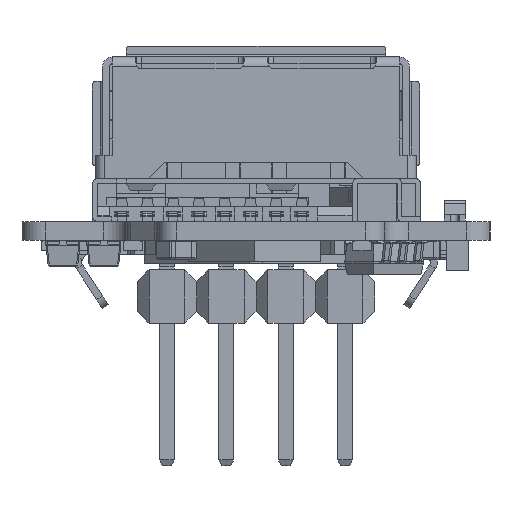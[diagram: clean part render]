
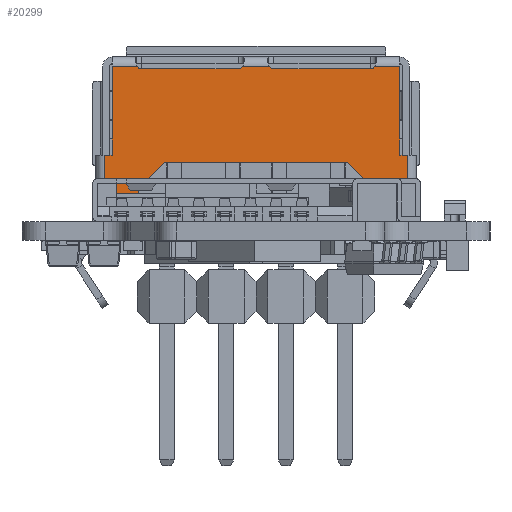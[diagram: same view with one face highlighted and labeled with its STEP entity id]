
A CAD part, left-side view. The second image highlights one B-rep face of the part: STEP entity #20299.
In plain terms, the highlighted face is planar.
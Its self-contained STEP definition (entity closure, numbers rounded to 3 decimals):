
#7872 = VERTEX_POINT('',#7873);
#7873 = CARTESIAN_POINT('',(-0.551,7.2,-2.46));
#7965 = VERTEX_POINT('',#7966);
#7966 = CARTESIAN_POINT('',(5.099,7.2,-2.46));
#8082 = VERTEX_POINT('',#8083);
#8083 = CARTESIAN_POINT('',(-6.15,7.2,1.34));
#8089 = EDGE_CURVE('',#8090,#8082,#8092,.T.);
#8090 = VERTEX_POINT('',#8091);
#8091 = CARTESIAN_POINT('',(-6.15,7.2,-2.46));
#8092 = LINE('',#8093,#8094);
#8093 = CARTESIAN_POINT('',(-6.15,7.2,-2.616));
#8094 = VECTOR('',#8095,1.);
#8095 = DIRECTION('',(0.,0.,1.));
#8113 = VERTEX_POINT('',#8114);
#8114 = CARTESIAN_POINT('',(-5.099,7.2,-2.46));
#8486 = EDGE_CURVE('',#8487,#8489,#8491,.T.);
#8487 = VERTEX_POINT('',#8488);
#8488 = CARTESIAN_POINT('',(5.,7.2,3.69));
#8489 = VERTEX_POINT('',#8490);
#8490 = CARTESIAN_POINT('',(5.15,7.2,3.84));
#8491 = CIRCLE('',#8492,0.15);
#8492 = AXIS2_PLACEMENT_3D('',#8493,#8494,#8495);
#8493 = CARTESIAN_POINT('',(5.15,7.2,3.69));
#8494 = DIRECTION('',(0.,1.,0.));
#8495 = DIRECTION('',(0.,0.,1.));
#8529 = VERTEX_POINT('',#8530);
#8530 = CARTESIAN_POINT('',(5.,7.2,2.802));
#8548 = VERTEX_POINT('',#8549);
#8549 = CARTESIAN_POINT('',(4.956,7.2,2.696));
#8555 = EDGE_CURVE('',#8529,#8548,#8556,.T.);
#8556 = CIRCLE('',#8557,0.15);
#8557 = AXIS2_PLACEMENT_3D('',#8558,#8559,#8560);
#8558 = CARTESIAN_POINT('',(4.85,7.2,2.802));
#8559 = DIRECTION('',(0.,1.,0.));
#8560 = DIRECTION('',(0.,0.,1.));
#8571 = VERTEX_POINT('',#8572);
#8572 = CARTESIAN_POINT('',(3.944,7.2,1.684));
#8590 = VERTEX_POINT('',#8591);
#8591 = CARTESIAN_POINT('',(3.838,7.2,1.64));
#8597 = EDGE_CURVE('',#8571,#8590,#8598,.T.);
#8598 = CIRCLE('',#8599,0.15);
#8599 = AXIS2_PLACEMENT_3D('',#8600,#8601,#8602);
#8600 = CARTESIAN_POINT('',(3.838,7.2,1.79));
#8601 = DIRECTION('',(0.,1.,0.));
#8602 = DIRECTION('',(0.,0.,1.));
#8918 = VERTEX_POINT('',#8919);
#8919 = CARTESIAN_POINT('',(-5.,7.2,3.69));
#8925 = EDGE_CURVE('',#8926,#8918,#8928,.T.);
#8926 = VERTEX_POINT('',#8927);
#8927 = CARTESIAN_POINT('',(-5.15,7.2,3.84));
#8928 = CIRCLE('',#8929,0.15);
#8929 = AXIS2_PLACEMENT_3D('',#8930,#8931,#8932);
#8930 = CARTESIAN_POINT('',(-5.15,7.2,3.69));
#8931 = DIRECTION('',(0.,1.,0.));
#8932 = DIRECTION('',(0.,0.,1.));
#8949 = VERTEX_POINT('',#8950);
#8950 = CARTESIAN_POINT('',(-4.956,7.2,2.696));
#8968 = VERTEX_POINT('',#8969);
#8969 = CARTESIAN_POINT('',(-5.,7.2,2.802));
#8975 = EDGE_CURVE('',#8949,#8968,#8976,.T.);
#8976 = CIRCLE('',#8977,0.15);
#8977 = AXIS2_PLACEMENT_3D('',#8978,#8979,#8980);
#8978 = CARTESIAN_POINT('',(-4.85,7.2,2.802));
#8979 = DIRECTION('',(0.,1.,0.));
#8980 = DIRECTION('',(0.,0.,1.));
#8991 = VERTEX_POINT('',#8992);
#8992 = CARTESIAN_POINT('',(-3.838,7.2,1.64));
#9010 = VERTEX_POINT('',#9011);
#9011 = CARTESIAN_POINT('',(-3.944,7.2,1.684));
#9017 = EDGE_CURVE('',#8991,#9010,#9018,.T.);
#9018 = CIRCLE('',#9019,0.15);
#9019 = AXIS2_PLACEMENT_3D('',#9020,#9021,#9022);
#9020 = CARTESIAN_POINT('',(-3.838,7.2,1.79));
#9021 = DIRECTION('',(0.,1.,0.));
#9022 = DIRECTION('',(0.,0.,1.));
#20299 = ADVANCED_FACE('',(#20300),#20461,.T.);
#20300 = FACE_BOUND('',#20301,.T.);
#20301 = EDGE_LOOP('',(#20302,#20310,#20311,#20317,#20318,#20324,#20325,
    #20331,#20332,#20338,#20339,#20345,#20346,#20354,#20362,#20370,
    #20378,#20384,#20393,#20401,#20410,#20416,#20425,#20433,#20440,
    #20446,#20447,#20455));
#20302 = ORIENTED_EDGE('',*,*,#20303,.T.);
#20303 = EDGE_CURVE('',#20304,#8926,#20306,.T.);
#20304 = VERTEX_POINT('',#20305);
#20305 = CARTESIAN_POINT('',(-6.47,7.2,3.84));
#20306 = LINE('',#20307,#20308);
#20307 = CARTESIAN_POINT('',(-6.15,7.2,3.84));
#20308 = VECTOR('',#20309,1.);
#20309 = DIRECTION('',(1.,0.,0.));
#20310 = ORIENTED_EDGE('',*,*,#8925,.T.);
#20311 = ORIENTED_EDGE('',*,*,#20312,.F.);
#20312 = EDGE_CURVE('',#8968,#8918,#20313,.T.);
#20313 = LINE('',#20314,#20315);
#20314 = CARTESIAN_POINT('',(-5.,7.2,-2.616));
#20315 = VECTOR('',#20316,1.);
#20316 = DIRECTION('',(0.,0.,1.));
#20317 = ORIENTED_EDGE('',*,*,#8975,.F.);
#20318 = ORIENTED_EDGE('',*,*,#20319,.F.);
#20319 = EDGE_CURVE('',#9010,#8949,#20320,.T.);
#20320 = LINE('',#20321,#20322);
#20321 = CARTESIAN_POINT('',(3.253,7.2,-5.513));
#20322 = VECTOR('',#20323,1.);
#20323 = DIRECTION('',(-0.707,0.,
    0.707));
#20324 = ORIENTED_EDGE('',*,*,#9017,.F.);
#20325 = ORIENTED_EDGE('',*,*,#20326,.F.);
#20326 = EDGE_CURVE('',#8590,#8991,#20327,.T.);
#20327 = LINE('',#20328,#20329);
#20328 = CARTESIAN_POINT('',(6.15,7.2,1.64));
#20329 = VECTOR('',#20330,1.);
#20330 = DIRECTION('',(-1.,0.,0.));
#20331 = ORIENTED_EDGE('',*,*,#8597,.F.);
#20332 = ORIENTED_EDGE('',*,*,#20333,.F.);
#20333 = EDGE_CURVE('',#8548,#8571,#20334,.T.);
#20334 = LINE('',#20335,#20336);
#20335 = CARTESIAN_POINT('',(2.897,7.2,0.637));
#20336 = VECTOR('',#20337,1.);
#20337 = DIRECTION('',(-0.707,0.,
    -0.707));
#20338 = ORIENTED_EDGE('',*,*,#8555,.F.);
#20339 = ORIENTED_EDGE('',*,*,#20340,.F.);
#20340 = EDGE_CURVE('',#8487,#8529,#20341,.T.);
#20341 = LINE('',#20342,#20343);
#20342 = CARTESIAN_POINT('',(5.,7.2,-2.616));
#20343 = VECTOR('',#20344,1.);
#20344 = DIRECTION('',(0.,0.,-1.));
#20345 = ORIENTED_EDGE('',*,*,#8486,.T.);
#20346 = ORIENTED_EDGE('',*,*,#20347,.T.);
#20347 = EDGE_CURVE('',#8489,#20348,#20350,.T.);
#20348 = VERTEX_POINT('',#20349);
#20349 = CARTESIAN_POINT('',(6.47,7.2,3.84));
#20350 = LINE('',#20351,#20352);
#20351 = CARTESIAN_POINT('',(-6.15,7.2,3.84));
#20352 = VECTOR('',#20353,1.);
#20353 = DIRECTION('',(1.,0.,0.));
#20354 = ORIENTED_EDGE('',*,*,#20355,.T.);
#20355 = EDGE_CURVE('',#20348,#20356,#20358,.T.);
#20356 = VERTEX_POINT('',#20357);
#20357 = CARTESIAN_POINT('',(6.47,7.2,1.34));
#20358 = LINE('',#20359,#20360);
#20359 = CARTESIAN_POINT('',(6.47,7.2,3.84));
#20360 = VECTOR('',#20361,1.);
#20361 = DIRECTION('',(0.,0.,-1.));
#20362 = ORIENTED_EDGE('',*,*,#20363,.T.);
#20363 = EDGE_CURVE('',#20356,#20364,#20366,.T.);
#20364 = VERTEX_POINT('',#20365);
#20365 = CARTESIAN_POINT('',(6.15,7.2,1.34));
#20366 = LINE('',#20367,#20368);
#20367 = CARTESIAN_POINT('',(6.47,7.2,1.34));
#20368 = VECTOR('',#20369,1.);
#20369 = DIRECTION('',(-1.,0.,0.));
#20370 = ORIENTED_EDGE('',*,*,#20371,.T.);
#20371 = EDGE_CURVE('',#20364,#20372,#20374,.T.);
#20372 = VERTEX_POINT('',#20373);
#20373 = CARTESIAN_POINT('',(6.15,7.2,-2.46));
#20374 = LINE('',#20375,#20376);
#20375 = CARTESIAN_POINT('',(6.15,7.2,-2.616));
#20376 = VECTOR('',#20377,1.);
#20377 = DIRECTION('',(0.,0.,-1.));
#20378 = ORIENTED_EDGE('',*,*,#20379,.T.);
#20379 = EDGE_CURVE('',#20372,#7965,#20380,.T.);
#20380 = LINE('',#20381,#20382);
#20381 = CARTESIAN_POINT('',(6.15,7.2,-2.46));
#20382 = VECTOR('',#20383,1.);
#20383 = DIRECTION('',(-1.,0.,0.));
#20384 = ORIENTED_EDGE('',*,*,#20385,.F.);
#20385 = EDGE_CURVE('',#20386,#7965,#20388,.T.);
#20386 = VERTEX_POINT('',#20387);
#20387 = CARTESIAN_POINT('',(4.885,7.2,-2.351));
#20388 = CIRCLE('',#20389,0.265);
#20389 = AXIS2_PLACEMENT_3D('',#20390,#20391,#20392);
#20390 = CARTESIAN_POINT('',(4.885,7.2,-2.616));
#20391 = DIRECTION('',(0.,1.,0.));
#20392 = DIRECTION('',(0.,0.,1.));
#20393 = ORIENTED_EDGE('',*,*,#20394,.T.);
#20394 = EDGE_CURVE('',#20386,#20395,#20397,.T.);
#20395 = VERTEX_POINT('',#20396);
#20396 = CARTESIAN_POINT('',(0.765,7.2,-2.351));
#20397 = LINE('',#20398,#20399);
#20398 = CARTESIAN_POINT('',(6.15,7.2,-2.351));
#20399 = VECTOR('',#20400,1.);
#20400 = DIRECTION('',(-1.,0.,0.));
#20401 = ORIENTED_EDGE('',*,*,#20402,.F.);
#20402 = EDGE_CURVE('',#20403,#20395,#20405,.T.);
#20403 = VERTEX_POINT('',#20404);
#20404 = CARTESIAN_POINT('',(0.551,7.2,-2.46));
#20405 = CIRCLE('',#20406,0.265);
#20406 = AXIS2_PLACEMENT_3D('',#20407,#20408,#20409);
#20407 = CARTESIAN_POINT('',(0.765,7.2,-2.616));
#20408 = DIRECTION('',(0.,1.,0.));
#20409 = DIRECTION('',(0.,0.,1.));
#20410 = ORIENTED_EDGE('',*,*,#20411,.T.);
#20411 = EDGE_CURVE('',#20403,#7872,#20412,.T.);
#20412 = LINE('',#20413,#20414);
#20413 = CARTESIAN_POINT('',(6.15,7.2,-2.46));
#20414 = VECTOR('',#20415,1.);
#20415 = DIRECTION('',(-1.,0.,0.));
#20416 = ORIENTED_EDGE('',*,*,#20417,.F.);
#20417 = EDGE_CURVE('',#20418,#7872,#20420,.T.);
#20418 = VERTEX_POINT('',#20419);
#20419 = CARTESIAN_POINT('',(-0.765,7.2,-2.351));
#20420 = CIRCLE('',#20421,0.265);
#20421 = AXIS2_PLACEMENT_3D('',#20422,#20423,#20424);
#20422 = CARTESIAN_POINT('',(-0.765,7.2,-2.616));
#20423 = DIRECTION('',(0.,1.,0.));
#20424 = DIRECTION('',(0.,0.,1.));
#20425 = ORIENTED_EDGE('',*,*,#20426,.F.);
#20426 = EDGE_CURVE('',#20427,#20418,#20429,.T.);
#20427 = VERTEX_POINT('',#20428);
#20428 = CARTESIAN_POINT('',(-4.885,7.2,-2.351));
#20429 = LINE('',#20430,#20431);
#20430 = CARTESIAN_POINT('',(6.15,7.2,-2.351));
#20431 = VECTOR('',#20432,1.);
#20432 = DIRECTION('',(1.,0.,0.));
#20433 = ORIENTED_EDGE('',*,*,#20434,.F.);
#20434 = EDGE_CURVE('',#8113,#20427,#20435,.T.);
#20435 = CIRCLE('',#20436,0.265);
#20436 = AXIS2_PLACEMENT_3D('',#20437,#20438,#20439);
#20437 = CARTESIAN_POINT('',(-4.885,7.2,-2.616));
#20438 = DIRECTION('',(0.,1.,0.));
#20439 = DIRECTION('',(0.,0.,1.));
#20440 = ORIENTED_EDGE('',*,*,#20441,.T.);
#20441 = EDGE_CURVE('',#8113,#8090,#20442,.T.);
#20442 = LINE('',#20443,#20444);
#20443 = CARTESIAN_POINT('',(6.15,7.2,-2.46));
#20444 = VECTOR('',#20445,1.);
#20445 = DIRECTION('',(-1.,0.,0.));
#20446 = ORIENTED_EDGE('',*,*,#8089,.T.);
#20447 = ORIENTED_EDGE('',*,*,#20448,.T.);
#20448 = EDGE_CURVE('',#8082,#20449,#20451,.T.);
#20449 = VERTEX_POINT('',#20450);
#20450 = CARTESIAN_POINT('',(-6.47,7.2,1.34));
#20451 = LINE('',#20452,#20453);
#20452 = CARTESIAN_POINT('',(-6.15,7.2,1.34));
#20453 = VECTOR('',#20454,1.);
#20454 = DIRECTION('',(-1.,0.,0.));
#20455 = ORIENTED_EDGE('',*,*,#20456,.T.);
#20456 = EDGE_CURVE('',#20449,#20304,#20457,.T.);
#20457 = LINE('',#20458,#20459);
#20458 = CARTESIAN_POINT('',(-6.47,7.2,1.34));
#20459 = VECTOR('',#20460,1.);
#20460 = DIRECTION('',(0.,0.,1.));
#20461 = PLANE('',#20462);
#20462 = AXIS2_PLACEMENT_3D('',#20463,#20464,#20465);
#20463 = CARTESIAN_POINT('',(6.15,7.2,-2.616));
#20464 = DIRECTION('',(0.,1.,0.));
#20465 = DIRECTION('',(0.,0.,1.));
